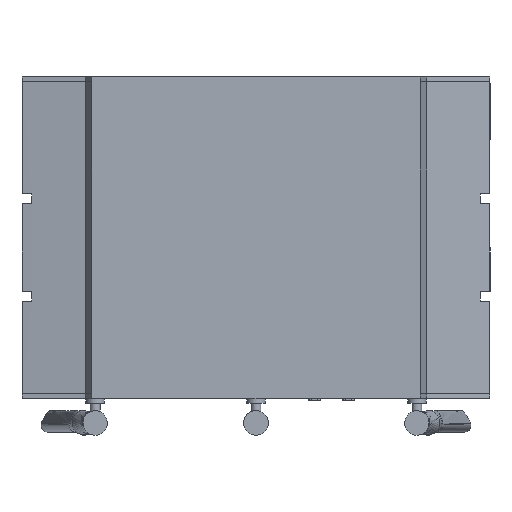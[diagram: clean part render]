
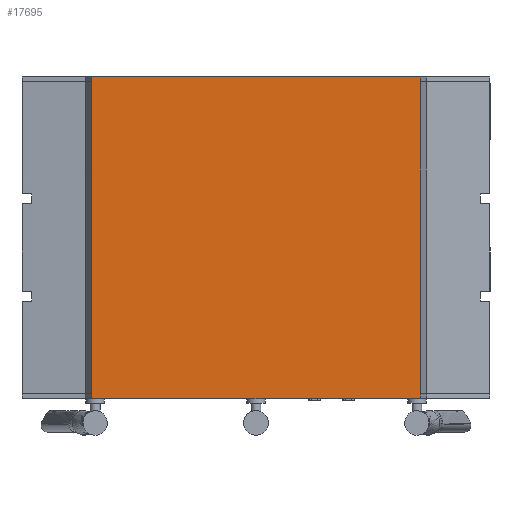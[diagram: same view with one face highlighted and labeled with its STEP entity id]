
A CAD part, front view. The second image highlights one B-rep face of the part: STEP entity #17695.
In plain terms, the highlighted planar face has unit normal (0, -1, 0).
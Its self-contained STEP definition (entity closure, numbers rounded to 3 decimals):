
#76 = EDGE_CURVE ( 'NONE', #27368, #21672, #18372, .T. ) ;
#351 = LINE ( 'NONE', #27831, #15416 ) ;
#656 = DIRECTION ( 'NONE',  ( 0., 0., 1. ) ) ;
#1359 = VERTEX_POINT ( 'NONE', #9728 ) ;
#2095 = VERTEX_POINT ( 'NONE', #11311 ) ;
#2409 = ORIENTED_EDGE ( 'NONE', *, *, #21998, .F. ) ;
#2711 = CARTESIAN_POINT ( 'NONE',  ( -85.48, -37.786, 0. ) ) ;
#3276 = EDGE_CURVE ( 'NONE', #23520, #19369, #14443, .T. ) ;
#4231 = ORIENTED_EDGE ( 'NONE', *, *, #11288, .T. ) ;
#4411 = FACE_OUTER_BOUND ( 'NONE', #20915, .T. ) ;
#4750 = VECTOR ( 'NONE', #16470, 1000. ) ;
#6717 = VECTOR ( 'NONE', #7429, 1000. ) ;
#6756 = PLANE ( 'NONE',  #7889 ) ;
#6919 = DIRECTION ( 'NONE',  ( 0., 0., -1. ) ) ;
#7195 = CARTESIAN_POINT ( 'NONE',  ( 85.48, -37.786, 162.56 ) ) ;
#7400 = EDGE_CURVE ( 'NONE', #1359, #23520, #351, .T. ) ;
#7429 = DIRECTION ( 'NONE',  ( 1., 0., 0. ) ) ;
#7774 = DIRECTION ( 'NONE',  ( 0., 0., -1. ) ) ;
#7889 = AXIS2_PLACEMENT_3D ( 'NONE', #23911, #9130, #18941 ) ;
#7895 = ORIENTED_EDGE ( 'NONE', *, *, #7400, .F. ) ;
#8106 = CARTESIAN_POINT ( 'NONE',  ( 85.48, -37.786, -2.54 ) ) ;
#8418 = DIRECTION ( 'NONE',  ( 1., 0., 0. ) ) ;
#8654 = VECTOR ( 'NONE', #6919, 1000. ) ;
#8898 = VERTEX_POINT ( 'NONE', #8106 ) ;
#9130 = DIRECTION ( 'NONE',  ( 0., 1., 0. ) ) ;
#9301 = ORIENTED_EDGE ( 'NONE', *, *, #76, .T. ) ;
#9728 = CARTESIAN_POINT ( 'NONE',  ( -85.48, -37.786, 165.1 ) ) ;
#9789 = EDGE_CURVE ( 'NONE', #2095, #8898, #17886, .T. ) ;
#11288 = EDGE_CURVE ( 'NONE', #2095, #19369, #31280, .T. ) ;
#11311 = CARTESIAN_POINT ( 'NONE',  ( 85.48, -37.786, 0. ) ) ;
#11343 = VECTOR ( 'NONE', #31630, 1000. ) ;
#11400 = CARTESIAN_POINT ( 'NONE',  ( -85.48, -37.786, -2.54 ) ) ;
#11853 = CARTESIAN_POINT ( 'NONE',  ( 85.48, -37.786, 165.1 ) ) ;
#12442 = ORIENTED_EDGE ( 'NONE', *, *, #9789, .F. ) ;
#14209 = CARTESIAN_POINT ( 'NONE',  ( 85.48, -37.786, 165.1 ) ) ;
#14443 = LINE ( 'NONE', #28864, #4750 ) ;
#15416 = VECTOR ( 'NONE', #8418, 1000. ) ;
#16470 = DIRECTION ( 'NONE',  ( 0., 0., -1. ) ) ;
#16637 = VECTOR ( 'NONE', #26798, 1000. ) ;
#17695 = ADVANCED_FACE ( 'NONE', ( #4411 ), #6756, .F. ) ;
#17886 = LINE ( 'NONE', #11853, #11343 ) ;
#18372 = LINE ( 'NONE', #20076, #31841 ) ;
#18941 = DIRECTION ( 'NONE',  ( -1., 0., 0. ) ) ;
#19369 = VERTEX_POINT ( 'NONE', #7195 ) ;
#19497 = VERTEX_POINT ( 'NONE', #22409 ) ;
#19529 = CARTESIAN_POINT ( 'NONE',  ( -85.48, -37.786, 0. ) ) ;
#20076 = CARTESIAN_POINT ( 'NONE',  ( -85.48, -37.786, 165.1 ) ) ;
#20267 = ORIENTED_EDGE ( 'NONE', *, *, #30135, .T. ) ;
#20333 = ORIENTED_EDGE ( 'NONE', *, *, #30464, .T. ) ;
#20915 = EDGE_LOOP ( 'NONE', ( #4231, #21263, #7895, #20267, #2409, #9301, #20333, #12442 ) ) ;
#21263 = ORIENTED_EDGE ( 'NONE', *, *, #3276, .F. ) ;
#21495 = CARTESIAN_POINT ( 'NONE',  ( -85.48, -37.786, 165.1 ) ) ;
#21672 = VERTEX_POINT ( 'NONE', #11400 ) ;
#21854 = CARTESIAN_POINT ( 'NONE',  ( 85.48, -37.786, 0. ) ) ;
#21998 = EDGE_CURVE ( 'NONE', #27368, #19497, #30466, .T. ) ;
#22221 = CARTESIAN_POINT ( 'NONE',  ( -85.48, -37.786, -2.54 ) ) ;
#22409 = CARTESIAN_POINT ( 'NONE',  ( -85.48, -37.786, 162.56 ) ) ;
#22560 = LINE ( 'NONE', #21495, #8654 ) ;
#23520 = VERTEX_POINT ( 'NONE', #14209 ) ;
#23911 = CARTESIAN_POINT ( 'NONE',  ( -85.48, -37.786, 0. ) ) ;
#26798 = DIRECTION ( 'NONE',  ( 0., 0., 1. ) ) ;
#27368 = VERTEX_POINT ( 'NONE', #19529 ) ;
#27831 = CARTESIAN_POINT ( 'NONE',  ( -85.48, -37.786, 165.1 ) ) ;
#28864 = CARTESIAN_POINT ( 'NONE',  ( 85.48, -37.786, 165.1 ) ) ;
#30135 = EDGE_CURVE ( 'NONE', #1359, #19497, #22560, .T. ) ;
#30464 = EDGE_CURVE ( 'NONE', #21672, #8898, #30987, .T. ) ;
#30466 = LINE ( 'NONE', #2711, #31613 ) ;
#30987 = LINE ( 'NONE', #22221, #6717 ) ;
#31280 = LINE ( 'NONE', #21854, #16637 ) ;
#31613 = VECTOR ( 'NONE', #656, 1000. ) ;
#31630 = DIRECTION ( 'NONE',  ( 0., 0., -1. ) ) ;
#31841 = VECTOR ( 'NONE', #7774, 1000. ) ;
